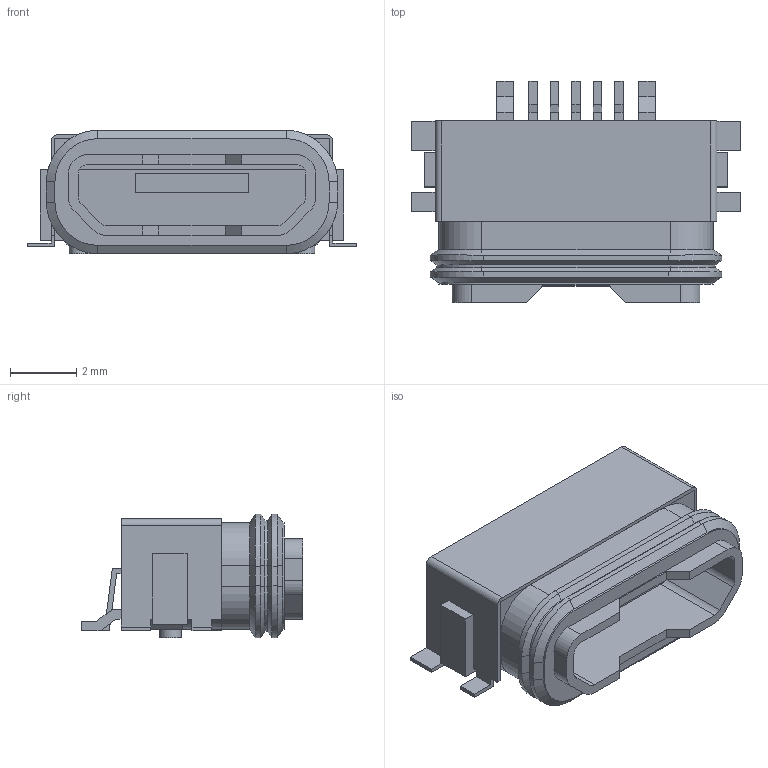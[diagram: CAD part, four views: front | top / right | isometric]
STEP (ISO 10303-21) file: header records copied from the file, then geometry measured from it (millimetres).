
FILE_DESCRIPTION( ( '' ), ' ' );
FILE_NAME( '5bf917c656b8f914f5777686.step', '2018-11-24T09:20:06', ( '' ), ( '' ), ' ', ' ', ' ' );
FILE_SCHEMA( ( 'AUTOMOTIVE_DESIGN { 1 0 10303 214 1 1 1 1 }' ) );
Length unit declared in the file: metre
Products named in the file (14): Open CASCADE STEP translator 6.8 8; Open CASCADE STEP translator 6.8 7; Open CASCADE STEP translator 6.8 6; Open CASCADE STEP translator 6.8 5; Open CASCADE STEP translator 6.8 4; Open CASCADE STEP translator 6.8 3; Open CASCADE STEP translator 6.8 2; Open CASCADE STEP translator 6.8 1
Bounding box: 9.94 x 6.7 x 3.75 mm (x, y, z)
Volume: 103.3 mm3; surface area: 561 mm2
Topology: 14 solids, 14 shells, 344 faces, 905 edges, 590 vertices
Faces by surface type: plane 273, cylinder 55, cone 16
Full cylindrical faces by diameter (mm): 0.65 x2
Entity records: 18111 total; most frequent: CARTESIAN_POINT 2123, ORIENTED_EDGE 1806, DIRECTION 1734, STYLED_ITEM 1247, PRESENTATION_STYLE_ASSIGNMENT 1247, COLOUR_RGB 1247, EDGE_CURVE 903, CURVE_STYLE 903
